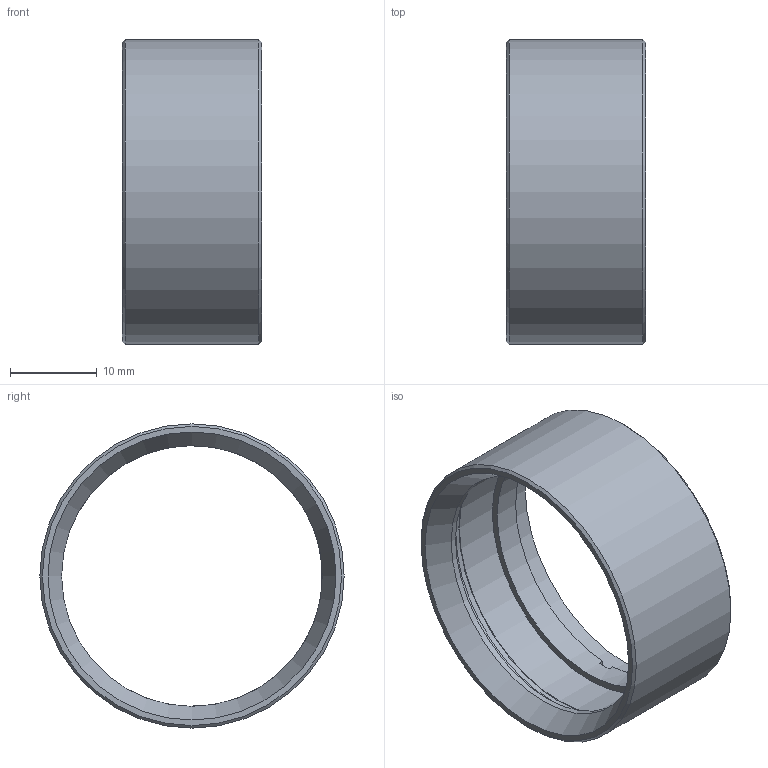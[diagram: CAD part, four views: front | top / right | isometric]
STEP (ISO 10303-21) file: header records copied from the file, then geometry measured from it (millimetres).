
FILE_DESCRIPTION(/* description */ (''),/* implementation_level */ '2;1');
FILE_NAME(/* name */ '35mm Lens Mount.stp',/* time_stamp */ '2018-08-27T10:35:04+02:00',/* author */ ('voigt'),/* organization */ (''),/* preprocessor_version */ 'ST-DEVELOPER v16.1',/* originating_system */ 'Autodesk Inventor 2016',/* authorisation */ '');
FILE_SCHEMA (('AUTOMOTIVE_DESIGN { 1 0 10303 214 3 1 1 }'));
Length unit declared in the file: millimetre
Products named in the file (1): 35mm Lens Mount
Bounding box: 16 x 35 x 35 mm (x, y, z)
Volume: 2584.2 mm3; surface area: 4469.3 mm2
Topology: 2 solids, 2 shells, 28 faces, 61 edges, 39 vertices
Faces by surface type: plane 14, cylinder 9, cone 4, torus 1
Full cylindrical faces by diameter (mm): 30 x2, 31.5 x2, 31.58 x1, 32.5 x2, 32.58 x1, 35 x1
Entity records: 732 total; most frequent: DIRECTION 128, CARTESIAN_POINT 107, ORIENTED_EDGE 86, AXIS2_PLACEMENT_3D 56, EDGE_LOOP 48, EDGE_CURVE 43, VERTEX_POINT 35, STYLED_ITEM 30
